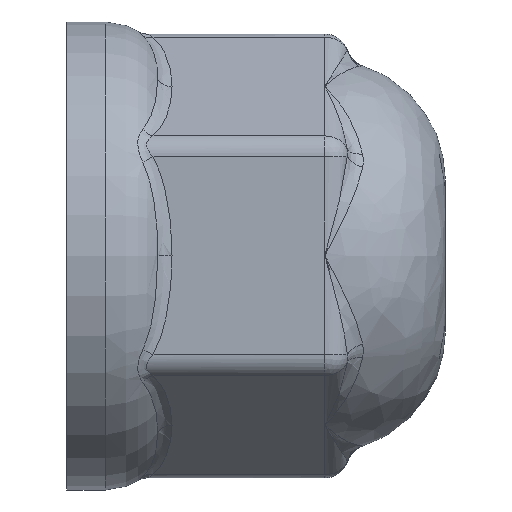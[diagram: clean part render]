
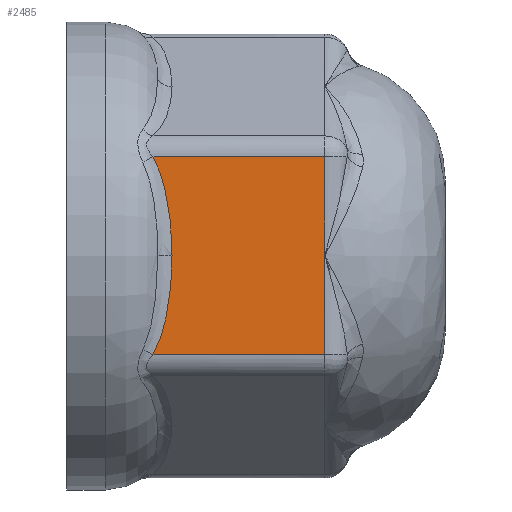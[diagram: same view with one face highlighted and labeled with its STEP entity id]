
A CAD part, top view. The second image highlights one B-rep face of the part: STEP entity #2485.
In plain terms, the highlighted planar face has unit normal (0, 0, 1).
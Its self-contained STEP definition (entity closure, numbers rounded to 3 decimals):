
#272=B_SPLINE_CURVE_WITH_KNOTS('',3,(#6492,#6493,#6494,#6495,#6496),
 .UNSPECIFIED.,.F.,.F.,(4,1,4),(0.,0.604,1.056),
 .UNSPECIFIED.);
#273=B_SPLINE_CURVE_WITH_KNOTS('',3,(#6498,#6499,#6500,#6501,#6502),
 .UNSPECIFIED.,.F.,.F.,(4,1,4),(0.,0.453,1.056),
 .UNSPECIFIED.);
#510=FACE_OUTER_BOUND('',#675,.T.);
#675=EDGE_LOOP('',(#2182,#2183,#2184,#2185,#2186));
#817=LINE('',#6407,#946);
#826=LINE('',#6489,#955);
#827=LINE('',#6503,#956);
#946=VECTOR('',#3178,10.);
#955=VECTOR('',#3227,10.);
#956=VECTOR('',#3230,10.);
#1144=VERTEX_POINT('',#6402);
#1145=VERTEX_POINT('',#6406);
#1158=VERTEX_POINT('',#6482);
#1159=VERTEX_POINT('',#6491);
#1160=VERTEX_POINT('',#6497);
#1481=EDGE_CURVE('',#1144,#1145,#817,.T.);
#1506=EDGE_CURVE('',#1158,#1144,#826,.T.);
#1507=EDGE_CURVE('',#1159,#1158,#272,.T.);
#1508=EDGE_CURVE('',#1160,#1159,#273,.T.);
#1509=EDGE_CURVE('',#1145,#1160,#827,.T.);
#2182=ORIENTED_EDGE('',*,*,#1507,.F.);
#2183=ORIENTED_EDGE('',*,*,#1508,.F.);
#2184=ORIENTED_EDGE('',*,*,#1509,.F.);
#2185=ORIENTED_EDGE('',*,*,#1481,.F.);
#2186=ORIENTED_EDGE('',*,*,#1506,.F.);
#2350=PLANE('',#2705);
#2485=ADVANCED_FACE('',(#510),#2350,.T.);
#2705=AXIS2_PLACEMENT_3D('',#6490,#3228,#3229);
#3178=DIRECTION('',(0.,-1.,0.));
#3227=DIRECTION('',(1.,0.,0.));
#3228=DIRECTION('center_axis',(0.,0.,1.));
#3229=DIRECTION('ref_axis',(1.,0.,0.));
#3230=DIRECTION('',(-1.,0.,0.));
#6402=CARTESIAN_POINT('',(26.8,10.277,20.3));
#6406=CARTESIAN_POINT('',(26.8,-10.277,20.3));
#6407=CARTESIAN_POINT('',(26.8,-5.196,20.3));
#6482=CARTESIAN_POINT('',(8.953,10.277,20.3));
#6489=CARTESIAN_POINT('',(4.,10.277,20.3));
#6490=CARTESIAN_POINT('Origin',(4.,-10.392,20.3));
#6491=CARTESIAN_POINT('',(10.928,0.,20.3));
#6492=CARTESIAN_POINT('Ctrl Pts',(10.928,0.,
20.3));
#6493=CARTESIAN_POINT('Ctrl Pts',(10.928,2.012,20.3));
#6494=CARTESIAN_POINT('Ctrl Pts',(10.683,5.54,20.3));
#6495=CARTESIAN_POINT('Ctrl Pts',(9.667,8.947,20.3));
#6496=CARTESIAN_POINT('Ctrl Pts',(8.953,10.277,20.3));
#6497=CARTESIAN_POINT('',(8.953,-10.277,20.3));
#6498=CARTESIAN_POINT('Ctrl Pts',(8.953,-10.277,20.3));
#6499=CARTESIAN_POINT('Ctrl Pts',(9.667,-8.947,20.3));
#6500=CARTESIAN_POINT('Ctrl Pts',(10.683,-5.54,20.3));
#6501=CARTESIAN_POINT('Ctrl Pts',(10.928,-2.012,20.3));
#6502=CARTESIAN_POINT('Ctrl Pts',(10.928,0.,
20.3));
#6503=CARTESIAN_POINT('',(4.,-10.277,20.3));
